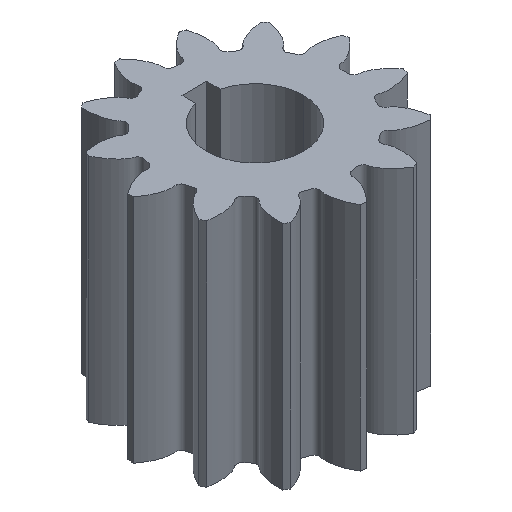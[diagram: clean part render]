
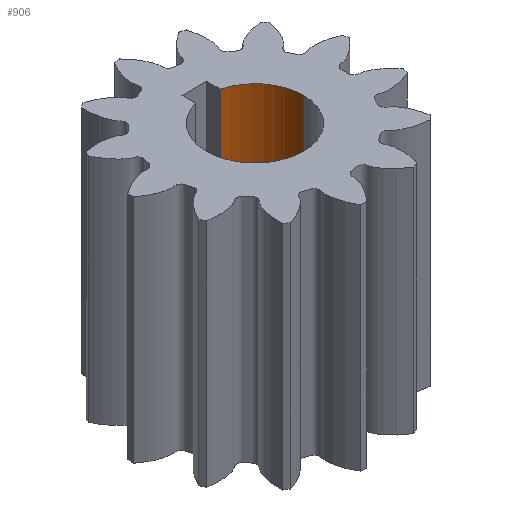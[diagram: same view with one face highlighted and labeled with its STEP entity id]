
A CAD part, isometric view. The second image highlights one B-rep face of the part: STEP entity #906.
In plain terms, the highlighted cylindrical face has radius 4 mm (diameter 8 mm), a partial arc.
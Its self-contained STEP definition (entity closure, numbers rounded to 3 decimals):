
#41 = CARTESIAN_POINT ( 'NONE',  ( 4., 0., 0. ) ) ;
#72 = VERTEX_POINT ( 'NONE', #647 ) ;
#170 = DIRECTION ( 'NONE',  ( 1., 0., 0. ) ) ;
#290 = ORIENTED_EDGE ( 'NONE', *, *, #3741, .F. ) ;
#303 = CARTESIAN_POINT ( 'NONE',  ( 1.01, 3.87, 0. ) ) ;
#352 = ORIENTED_EDGE ( 'NONE', *, *, #714, .T. ) ;
#457 = VERTEX_POINT ( 'NONE', #2127 ) ;
#532 = DIRECTION ( 'NONE',  ( 0., 0., 1. ) ) ;
#620 = VERTEX_POINT ( 'NONE', #1575 ) ;
#647 = CARTESIAN_POINT ( 'NONE',  ( 1.01, 3.87, -9.5 ) ) ;
#714 = EDGE_CURVE ( 'NONE', #620, #3042, #2261, .T. ) ;
#906 = ADVANCED_FACE ( 'NONE', ( #2931 ), #2814, .F. ) ;
#1130 = AXIS2_PLACEMENT_3D ( 'NONE', #2546, #532, #2877 ) ;
#1191 = CARTESIAN_POINT ( 'NONE',  ( 4., 0., 9.5 ) ) ;
#1358 = VECTOR ( 'NONE', #1426, 1000. ) ;
#1426 = DIRECTION ( 'NONE',  ( 0., 0., 1. ) ) ;
#1575 = CARTESIAN_POINT ( 'NONE',  ( 4., 0., -9.5 ) ) ;
#1632 = LINE ( 'NONE', #303, #3388 ) ;
#1765 = AXIS2_PLACEMENT_3D ( 'NONE', #2099, #2085, #2429 ) ;
#2021 = ORIENTED_EDGE ( 'NONE', *, *, #3446, .T. ) ;
#2085 = DIRECTION ( 'NONE',  ( 0., 0., 1. ) ) ;
#2099 = CARTESIAN_POINT ( 'NONE',  ( 0., 0., 0. ) ) ;
#2127 = CARTESIAN_POINT ( 'NONE',  ( 1.01, 3.87, 9.5 ) ) ;
#2210 = DIRECTION ( 'NONE',  ( 0., 0., 1. ) ) ;
#2261 = LINE ( 'NONE', #41, #1358 ) ;
#2329 = DIRECTION ( 'NONE',  ( 0., 0., 1. ) ) ;
#2429 = DIRECTION ( 'NONE',  ( 1., 0., 0. ) ) ;
#2546 = CARTESIAN_POINT ( 'NONE',  ( 0., 0., 9.5 ) ) ;
#2625 = EDGE_CURVE ( 'NONE', #72, #457, #1632, .T. ) ;
#2786 = ORIENTED_EDGE ( 'NONE', *, *, #2625, .F. ) ;
#2814 = CYLINDRICAL_SURFACE ( 'NONE', #1765, 4. ) ;
#2877 = DIRECTION ( 'NONE',  ( 1., 0., 0. ) ) ;
#2931 = FACE_OUTER_BOUND ( 'NONE', #3129, .T. ) ;
#3042 = VERTEX_POINT ( 'NONE', #1191 ) ;
#3129 = EDGE_LOOP ( 'NONE', ( #290, #352, #2021, #2786 ) ) ;
#3150 = AXIS2_PLACEMENT_3D ( 'NONE', #4161, #2210, #170 ) ;
#3388 = VECTOR ( 'NONE', #2329, 1000. ) ;
#3446 = EDGE_CURVE ( 'NONE', #3042, #457, #3645, .T. ) ;
#3645 = CIRCLE ( 'NONE', #1130, 4. ) ;
#3741 = EDGE_CURVE ( 'NONE', #620, #72, #3997, .T. ) ;
#3997 = CIRCLE ( 'NONE', #3150, 4. ) ;
#4161 = CARTESIAN_POINT ( 'NONE',  ( 0., 0., -9.5 ) ) ;
